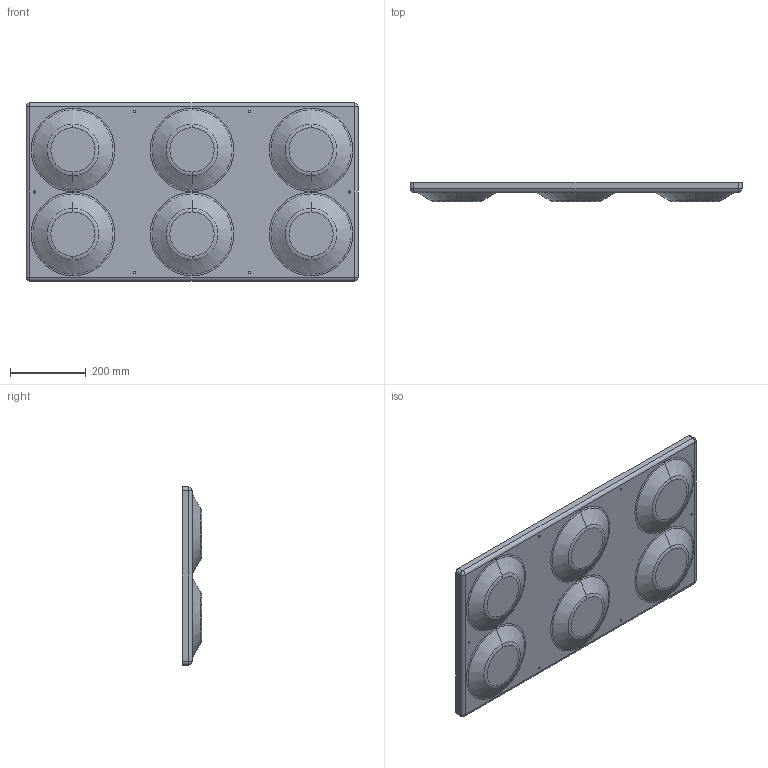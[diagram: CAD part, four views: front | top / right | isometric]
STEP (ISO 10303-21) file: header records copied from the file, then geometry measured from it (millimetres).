
FILE_DESCRIPTION (( 'STEP AP214' ), '1' );
FILE_NAME ('am-4036 Foundation - Bottom.STEP', '2019-02-06T20:23:17', ( '' ), ( '' ), 'SwSTEP 2.0', 'SolidWorks 2018', '' );
FILE_SCHEMA (( 'AUTOMOTIVE_DESIGN' ));
Length unit declared in the file: inch
Products named in the file (1): am-4036 Foundation - Bottom
Bounding box: 876.3 x 50.8 x 469.9 mm (x, y, z)
Volume: 1531798 mm3; surface area: 973717.3 mm2
Topology: 1 solids, 1 shells, 131 faces, 284 edges, 160 vertices
Faces by surface type: torus 48, cylinder 28, cone 24, plane 23, sphere 8
Entity records: 3598 total; most frequent: DIRECTION 740, CARTESIAN_POINT 568, ORIENTED_EDGE 552, AXIS2_PLACEMENT_3D 332, EDGE_CURVE 276, CIRCLE 200, VERTEX_POINT 160, EDGE_LOOP 156
